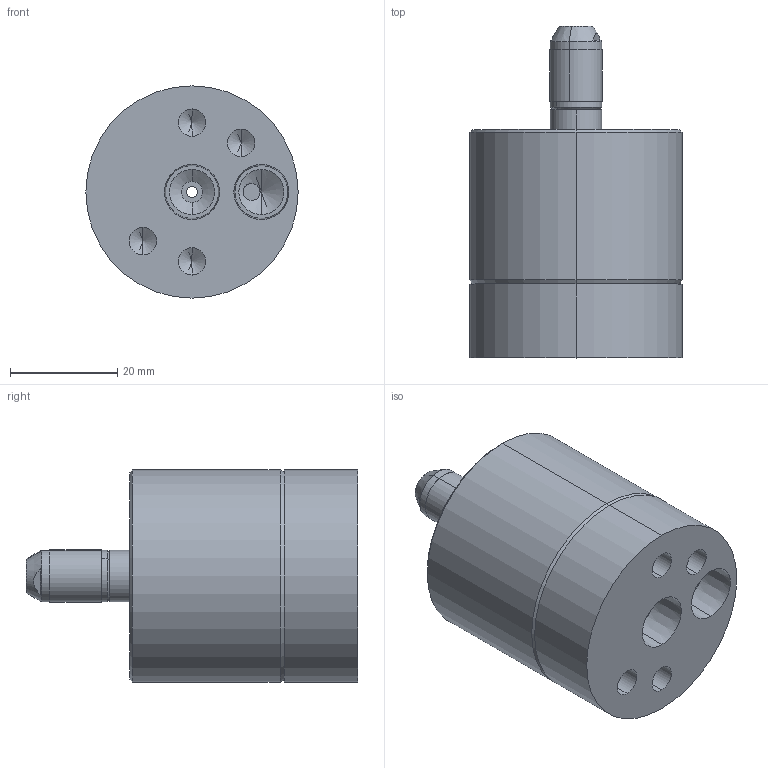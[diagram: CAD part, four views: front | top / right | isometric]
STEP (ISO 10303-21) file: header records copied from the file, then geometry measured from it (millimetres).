
FILE_DESCRIPTION (( 'STEP AP214' ), '1' );
FILE_NAME ('CTSC-001510.STEP', '2024-12-10T16:15:24', ( '' ), ( '' ), 'SwSTEP 2.0', 'SolidWorks 2023', '' );
FILE_SCHEMA (( 'AUTOMOTIVE_DESIGN' ));
Length unit declared in the file: inch
Products named in the file (1): CTSC-001510
Bounding box: 39.62 x 61.93 x 39.62 mm (x, y, z)
Volume: 50662 mm3; surface area: 11894.3 mm2
Topology: 1 solids, 3 shells, 85 faces, 178 edges, 105 vertices
Faces by surface type: cylinder 38, cone 26, plane 19, torus 2
Entity records: 3133 total; most frequent: CARTESIAN_POINT 447, DIRECTION 434, ORIENTED_EDGE 336, AXIS2_PLACEMENT_3D 184, EDGE_CURVE 168, EDGE_LOOP 107, VERTEX_POINT 105, CIRCLE 98
